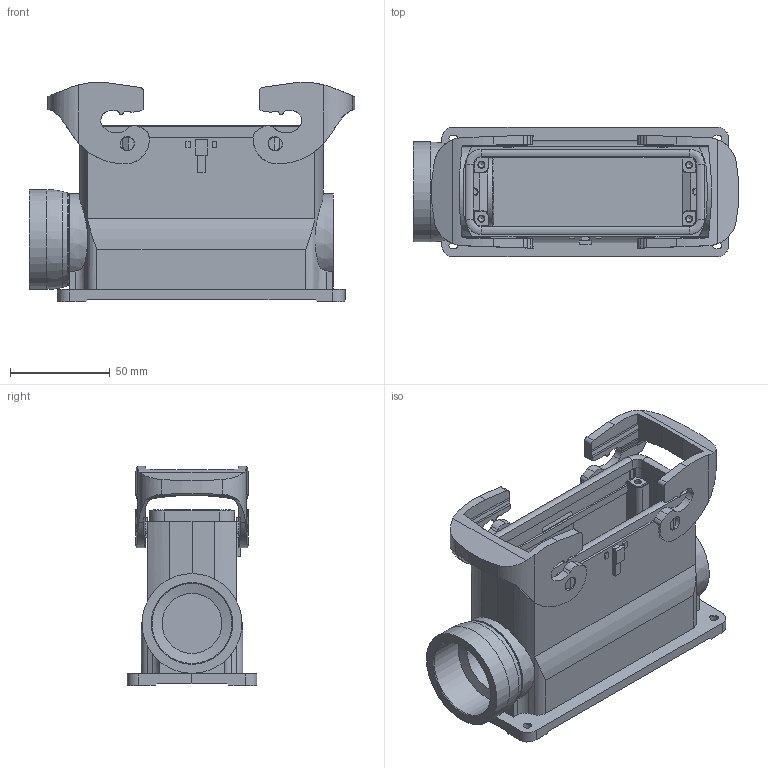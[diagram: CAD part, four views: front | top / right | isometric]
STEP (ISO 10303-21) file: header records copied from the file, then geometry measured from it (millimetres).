
FILE_DESCRIPTION(/* description */ (''),/* implementation_level */ '2;1');
FILE_NAME(/* name */ '100769236ugm000_b.stp',/* time_stamp */ '2022-03-12T07:35:07+01:00',/* author */ (''),/* organization */ (''),/* preprocessor_version */ 'ST-DEVELOPER v16.7',/* originating_system */ 'SIEMENS PLM Software NX 1911',/* authorisation */ '');
FILE_SCHEMA (('AUTOMOTIVE_DESIGN { 1 0 10303 214 3 1 1 1 }'));
Length unit declared in the file: millimetre
Products named in the file (1): 100769236ugm000_b
Bounding box: 162.93 x 65 x 109.79 mm (x, y, z)
Volume: 245980.1 mm3; surface area: 100241.6 mm2
Topology: 3 solids, 3 shells, 684 faces, 2078 edges, 1507 vertices
Faces by surface type: plane 402, cylinder 192, cone 81, torus 6, extrusion 2, bspline 1
Full cylindrical faces by diameter (mm): 3 x4, 3.4 x4, 3.5 x4, 7.2 x4, 30 x1, 40 x1, 46.4 x1, 49.95 x1
Entity records: 24608 total; most frequent: CARTESIAN_POINT 4984, ORIENTED_EDGE 3856, DIRECTION 3809, EDGE_CURVE 1928, VERTEX_POINT 1320, AXIS2_PLACEMENT_3D 1303, VECTOR 1203, LINE 1201
